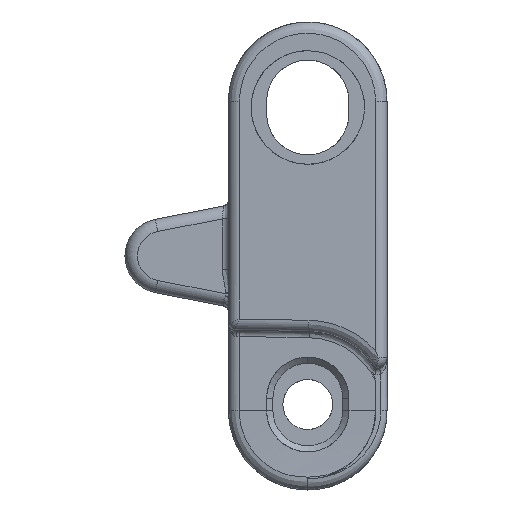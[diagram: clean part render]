
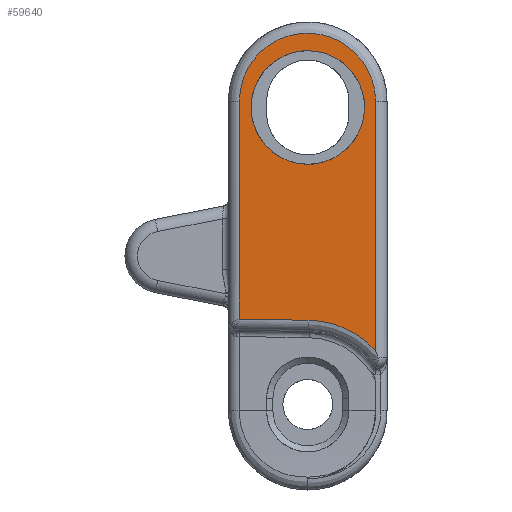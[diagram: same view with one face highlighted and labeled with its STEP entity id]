
A CAD part, left-side view. The second image highlights one B-rep face of the part: STEP entity #59640.
In plain terms, the highlighted planar face has unit normal (-0.999, 0.035, 0).
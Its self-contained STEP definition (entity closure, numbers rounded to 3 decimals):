
#2911 = DIRECTION ( 'NONE',  ( -0.999, 0.035, 0. ) ) ;
#3640 = CARTESIAN_POINT ( 'NONE',  ( -95.4, -11.769, 18.8 ) ) ;
#4586 = ORIENTED_EDGE ( 'NONE', *, *, #51788, .F. ) ;
#4750 = CARTESIAN_POINT ( 'NONE',  ( -95.02, -0.869, 12.4 ) ) ;
#6659 = CARTESIAN_POINT ( 'NONE',  ( -94.893, 2.75, 16.45 ) ) ;
#6789 = VERTEX_POINT ( 'NONE', #13070 ) ;
#7829 = PLANE ( 'NONE',  #41375 ) ;
#7915 = VERTEX_POINT ( 'NONE', #39445 ) ;
#7925 = CARTESIAN_POINT ( 'NONE',  ( -95.529, -15.45, 7.35 ) ) ;
#8118 = ORIENTED_EDGE ( 'NONE', *, *, #49814, .F. ) ;
#9517 = DIRECTION ( 'NONE',  ( 0.035, 0.999, 0.017 ) ) ;
#9869 = EDGE_CURVE ( 'NONE', #28587, #13368, #12245, .T. ) ;
#10906 = CARTESIAN_POINT ( 'NONE',  ( -95.352, -10.385, -6.04 ) ) ;
#12101 = LINE ( 'NONE', #62155, #33042 ) ;
#12245 =( BOUNDED_CURVE ( )  B_SPLINE_CURVE ( 3, ( #16823, #26312, #6659, #41957 ),
 .UNSPECIFIED., .F., .F. ) 
 B_SPLINE_CURVE_WITH_KNOTS ( ( 4, 4 ),
 ( 4.712, 7.854 ),
 .UNSPECIFIED. ) 
 CURVE ( )  GEOMETRIC_REPRESENTATION_ITEM ( )  RATIONAL_B_SPLINE_CURVE ( ( 1., 0.333, 0.333, 1. ) ) 
 REPRESENTATION_ITEM ( '' )  );
#13070 = CARTESIAN_POINT ( 'NONE',  ( -95.215, -6.447, -5.151 ) ) ;
#13368 = VERTEX_POINT ( 'NONE', #22723 ) ;
#14122 = ORIENTED_EDGE ( 'NONE', *, *, #9869, .T. ) ;
#15081 = CARTESIAN_POINT ( 'NONE',  ( -95.211, -6.35, 7.35 ) ) ;
#15513 = CARTESIAN_POINT ( 'NONE',  ( -95.4, -11.769, -7.568 ) ) ;
#16823 = CARTESIAN_POINT ( 'NONE',  ( -95.211, -6.35, 7.35 ) ) ;
#17361 = DIRECTION ( 'NONE',  ( 0., 0., -1. ) ) ;
#18455 = CARTESIAN_POINT ( 'NONE',  ( -95.4, -11.769, -7.568 ) ) ;
#20087 = EDGE_LOOP ( 'NONE', ( #14122, #37779 ) ) ;
#20421 = CARTESIAN_POINT ( 'NONE',  ( -95.287, -8.508, -5.187 ) ) ;
#20527 = VERTEX_POINT ( 'NONE', #4750 ) ;
#22723 = CARTESIAN_POINT ( 'NONE',  ( -95.211, -6.35, 16.45 ) ) ;
#23635 = CARTESIAN_POINT ( 'NONE',  ( -95.02, -0.869, 23.3 ) ) ;
#23840 = ORIENTED_EDGE ( 'NONE', *, *, #26786, .F. ) ;
#24375 =( BOUNDED_CURVE ( )  B_SPLINE_CURVE ( 3, ( #46836, #47479, #7925, #47812 ),
 .UNSPECIFIED., .F., .F. ) 
 B_SPLINE_CURVE_WITH_KNOTS ( ( 4, 4 ),
 ( 1.571, 4.712 ),
 .UNSPECIFIED. ) 
 CURVE ( )  GEOMETRIC_REPRESENTATION_ITEM ( )  RATIONAL_B_SPLINE_CURVE ( ( 1., 0.333, 0.333, 1. ) ) 
 REPRESENTATION_ITEM ( '' )  );
#24850 =( BOUNDED_CURVE ( )  B_SPLINE_CURVE ( 3, ( #33750, #23635, #57657, #43242 ),
 .UNSPECIFIED., .F., .F. ) 
 B_SPLINE_CURVE_WITH_KNOTS ( ( 4, 4 ),
 ( 0., 3.142 ),
 .UNSPECIFIED. ) 
 CURVE ( )  GEOMETRIC_REPRESENTATION_ITEM ( )  RATIONAL_B_SPLINE_CURVE ( ( 1., 0.333, 0.333, 1. ) ) 
 REPRESENTATION_ITEM ( '' )  );
#26312 = CARTESIAN_POINT ( 'NONE',  ( -94.893, 2.75, 7.35 ) ) ;
#26786 = EDGE_CURVE ( 'NONE', #20527, #57465, #24850, .T. ) ;
#27153 = EDGE_CURVE ( 'NONE', #20527, #7915, #12101, .T. ) ;
#28587 = VERTEX_POINT ( 'NONE', #15081 ) ;
#28835 = DIRECTION ( 'NONE',  ( 0., 0., -1. ) ) ;
#29881 = ORIENTED_EDGE ( 'NONE', *, *, #63868, .F. ) ;
#31517 = VECTOR ( 'NONE', #28835, 1000. ) ;
#31587 = EDGE_LOOP ( 'NONE', ( #60070, #8118, #4586, #29881, #23840 ) ) ;
#32671 = FACE_OUTER_BOUND ( 'NONE', #31587, .T. ) ;
#33042 = VECTOR ( 'NONE', #17361, 1000. ) ;
#33084 = VERTEX_POINT ( 'NONE', #18455 ) ;
#33750 = CARTESIAN_POINT ( 'NONE',  ( -95.02, -0.869, 12.4 ) ) ;
#36043 = CARTESIAN_POINT ( 'NONE',  ( -95.215, -6.447, -5.151 ) ) ;
#37663 = LINE ( 'NONE', #3640, #31517 ) ;
#37779 = ORIENTED_EDGE ( 'NONE', *, *, #39290, .T. ) ;
#39290 = EDGE_CURVE ( 'NONE', #13368, #28587, #24375, .T. ) ;
#39445 = CARTESIAN_POINT ( 'NONE',  ( -95.02, -0.869, -5.054 ) ) ;
#41375 = AXIS2_PLACEMENT_3D ( 'NONE', #47705, #2911, #42822 ) ;
#41957 = CARTESIAN_POINT ( 'NONE',  ( -95.211, -6.35, 16.45 ) ) ;
#42822 = DIRECTION ( 'NONE',  ( -0.035, -0.999, 0. ) ) ;
#43242 = CARTESIAN_POINT ( 'NONE',  ( -95.4, -11.769, 12.4 ) ) ;
#45142 = CARTESIAN_POINT ( 'NONE',  ( -95.429, -12.591, -5.258 ) ) ;
#46836 = CARTESIAN_POINT ( 'NONE',  ( -95.211, -6.35, 16.45 ) ) ;
#47479 = CARTESIAN_POINT ( 'NONE',  ( -95.529, -15.45, 16.45 ) ) ;
#47705 = CARTESIAN_POINT ( 'NONE',  ( -95.433, -12.7, 1. ) ) ;
#47812 = CARTESIAN_POINT ( 'NONE',  ( -95.211, -6.35, 7.35 ) ) ;
#49814 = EDGE_CURVE ( 'NONE', #6789, #7915, #59863, .T. ) ;
#51587 =( BOUNDED_CURVE ( )  B_SPLINE_CURVE ( 3, ( #15513, #10906, #20421, #36043 ),
 .UNSPECIFIED., .F., .F. ) 
 B_SPLINE_CURVE_WITH_KNOTS ( ( 4, 4 ),
 ( 3.877, 4.695 ),
 .UNSPECIFIED. ) 
 CURVE ( )  GEOMETRIC_REPRESENTATION_ITEM ( )  RATIONAL_B_SPLINE_CURVE ( ( 1., 0.945, 0.945, 1. ) ) 
 REPRESENTATION_ITEM ( '' )  );
#51788 = EDGE_CURVE ( 'NONE', #33084, #6789, #51587, .T. ) ;
#52614 = FACE_BOUND ( 'NONE', #20087, .T. ) ;
#56053 = VECTOR ( 'NONE', #9517, 1000. ) ;
#57465 = VERTEX_POINT ( 'NONE', #63643 ) ;
#57657 = CARTESIAN_POINT ( 'NONE',  ( -95.4, -11.769, 23.3 ) ) ;
#59640 = ADVANCED_FACE ( 'NONE', ( #32671, #52614 ), #7829, .T. ) ;
#59863 = LINE ( 'NONE', #45142, #56053 ) ;
#60070 = ORIENTED_EDGE ( 'NONE', *, *, #27153, .T. ) ;
#62155 = CARTESIAN_POINT ( 'NONE',  ( -95.02, -0.869, 18.8 ) ) ;
#63643 = CARTESIAN_POINT ( 'NONE',  ( -95.4, -11.769, 12.4 ) ) ;
#63868 = EDGE_CURVE ( 'NONE', #57465, #33084, #37663, .T. ) ;
